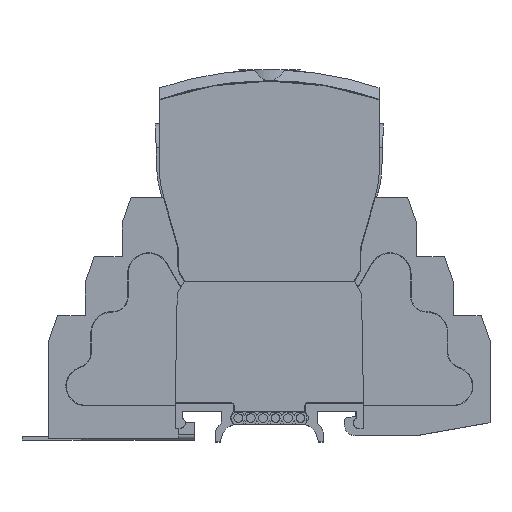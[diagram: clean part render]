
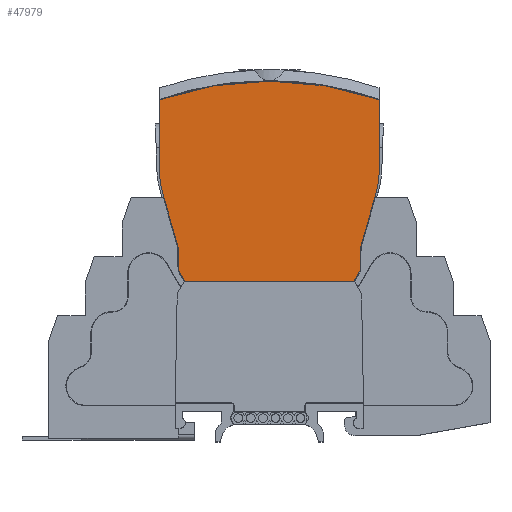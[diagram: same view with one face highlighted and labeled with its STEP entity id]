
A CAD part, top view. The second image highlights one B-rep face of the part: STEP entity #47979.
In plain terms, the highlighted planar face has unit normal (0, 0, 1).
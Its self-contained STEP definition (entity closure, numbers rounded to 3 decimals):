
#143 = VERTEX_POINT ( 'NONE', #19230 ) ;
#1619 = VERTEX_POINT ( 'NONE', #23436 ) ;
#2505 = ORIENTED_EDGE ( 'NONE', *, *, #17209, .T. ) ;
#2511 = VERTEX_POINT ( 'NONE', #40428 ) ;
#2801 = DIRECTION ( 'NONE',  ( 0., 0., 1. ) ) ;
#2827 = VERTEX_POINT ( 'NONE', #35405 ) ;
#3037 = CARTESIAN_POINT ( 'NONE',  ( 18.582, 6.965, 4.9 ) ) ;
#3887 = DIRECTION ( 'NONE',  ( 0., 0., 1. ) ) ;
#3903 = ORIENTED_EDGE ( 'NONE', *, *, #14760, .T. ) ;
#4066 = ORIENTED_EDGE ( 'NONE', *, *, #23824, .T. ) ;
#4563 = LINE ( 'NONE', #41652, #43337 ) ;
#5305 = LINE ( 'NONE', #42629, #38808 ) ;
#5374 = VERTEX_POINT ( 'NONE', #13536 ) ;
#5477 = CARTESIAN_POINT ( 'NONE',  ( 18.5, 2.252, 4.9 ) ) ;
#5592 = ORIENTED_EDGE ( 'NONE', *, *, #20617, .T. ) ;
#6201 = CARTESIAN_POINT ( 'NONE',  ( 0., -26.8, 4.9 ) ) ;
#6696 = AXIS2_PLACEMENT_3D ( 'NONE', #22351, #3887, #29842 ) ;
#7112 = VECTOR ( 'NONE', #20328, 1000. ) ;
#7237 = VERTEX_POINT ( 'NONE', #3037 ) ;
#7453 = CARTESIAN_POINT ( 'NONE',  ( 22.4, 22.5, 4.9 ) ) ;
#7682 = CARTESIAN_POINT ( 'NONE',  ( 6.6, 22.5, 4.9 ) ) ;
#7715 = ORIENTED_EDGE ( 'NONE', *, *, #25280, .T. ) ;
#8000 = DIRECTION ( 'NONE',  ( 0., -1., 0. ) ) ;
#8007 = ORIENTED_EDGE ( 'NONE', *, *, #28980, .T. ) ;
#8433 = DIRECTION ( 'NONE',  ( 0.5, -0.866, 0. ) ) ;
#8465 = LINE ( 'NONE', #23268, #8749 ) ;
#8749 = VECTOR ( 'NONE', #38053, 1000. ) ;
#11956 = CARTESIAN_POINT ( 'NONE',  ( 22.4, 37.087, 4.9 ) ) ;
#12244 = ORIENTED_EDGE ( 'NONE', *, *, #23741, .T. ) ;
#12857 = LINE ( 'NONE', #7453, #18816 ) ;
#12968 = VERTEX_POINT ( 'NONE', #29595 ) ;
#13536 = CARTESIAN_POINT ( 'NONE',  ( 22.4, 22.5, 4.9 ) ) ;
#14565 = VECTOR ( 'NONE', #23200, 1000. ) ;
#14760 = EDGE_CURVE ( 'NONE', #2511, #23113, #19816, .T. ) ;
#14983 = DIRECTION ( 'NONE',  ( 1., 0., 0. ) ) ;
#16397 = CARTESIAN_POINT ( 'NONE',  ( 17.2, 0., 4.9 ) ) ;
#17209 = EDGE_CURVE ( 'NONE', #46546, #18965, #27612, .T. ) ;
#17805 = AXIS2_PLACEMENT_3D ( 'NONE', #24202, #38992, #39944 ) ;
#18816 = VECTOR ( 'NONE', #36304, 1000. ) ;
#18965 = VERTEX_POINT ( 'NONE', #32789 ) ;
#19230 = CARTESIAN_POINT ( 'NONE',  ( -17.2, 0., 4.9 ) ) ;
#19332 = CARTESIAN_POINT ( 'NONE',  ( -18.5, 2.252, 4.9 ) ) ;
#19816 = LINE ( 'NONE', #19332, #34475 ) ;
#20049 = EDGE_CURVE ( 'NONE', #38949, #12968, #28709, .T. ) ;
#20328 = DIRECTION ( 'NONE',  ( 0.017, 1., 0. ) ) ;
#20617 = EDGE_CURVE ( 'NONE', #7237, #2827, #5305, .T. ) ;
#21015 = EDGE_CURVE ( 'NONE', #1619, #7237, #38716, .T. ) ;
#22351 = CARTESIAN_POINT ( 'NONE',  ( -6.6, 22.5, 4.9 ) ) ;
#23113 = VERTEX_POINT ( 'NONE', #44001 ) ;
#23200 = DIRECTION ( 'NONE',  ( 0.5, 0.866, 0. ) ) ;
#23268 = CARTESIAN_POINT ( 'NONE',  ( -17.2, 0., 4.9 ) ) ;
#23302 = ORIENTED_EDGE ( 'NONE', *, *, #23581, .T. ) ;
#23436 = CARTESIAN_POINT ( 'NONE',  ( 18.5, 2.252, 4.9 ) ) ;
#23581 = EDGE_CURVE ( 'NONE', #143, #27388, #8465, .T. ) ;
#23741 = EDGE_CURVE ( 'NONE', #5374, #38949, #12857, .T. ) ;
#23745 = PLANE ( 'NONE',  #17805 ) ;
#23824 = EDGE_CURVE ( 'NONE', #2827, #5374, #30460, .T. ) ;
#24202 = CARTESIAN_POINT ( 'NONE',  ( -6.6, 22.5, 4.9 ) ) ;
#25280 = EDGE_CURVE ( 'NONE', #12968, #46546, #26436, .T. ) ;
#26436 = LINE ( 'NONE', #33939, #35201 ) ;
#27368 = AXIS2_PLACEMENT_3D ( 'NONE', #7682, #29273, #14983 ) ;
#27382 = FACE_OUTER_BOUND ( 'NONE', #42499, .T. ) ;
#27388 = VERTEX_POINT ( 'NONE', #29619 ) ;
#27612 = CIRCLE ( 'NONE', #6696, 15.8 ) ;
#28709 = CIRCLE ( 'NONE', #31816, 67.7 ) ;
#28980 = EDGE_CURVE ( 'NONE', #23113, #143, #4563, .T. ) ;
#29273 = DIRECTION ( 'NONE',  ( 0., 0., 1. ) ) ;
#29595 = CARTESIAN_POINT ( 'NONE',  ( -22.4, 37.087, 4.9 ) ) ;
#29619 = CARTESIAN_POINT ( 'NONE',  ( 17.2, 0., 4.9 ) ) ;
#29842 = DIRECTION ( 'NONE',  ( -1., 0., 0. ) ) ;
#30460 = CIRCLE ( 'NONE', #27368, 15.8 ) ;
#31414 = LINE ( 'NONE', #16397, #14565 ) ;
#31507 = EDGE_CURVE ( 'NONE', #27388, #1619, #31414, .T. ) ;
#31816 = AXIS2_PLACEMENT_3D ( 'NONE', #6201, #2801, #32620 ) ;
#32402 = ORIENTED_EDGE ( 'NONE', *, *, #20049, .T. ) ;
#32620 = DIRECTION ( 'NONE',  ( -1., 0., 0. ) ) ;
#32708 = EDGE_CURVE ( 'NONE', #18965, #2511, #38405, .T. ) ;
#32789 = CARTESIAN_POINT ( 'NONE',  ( -21.788, 18.145, 4.9 ) ) ;
#33939 = CARTESIAN_POINT ( 'NONE',  ( -22.4, 22.5, 4.9 ) ) ;
#34475 = VECTOR ( 'NONE', #45463, 1000. ) ;
#35201 = VECTOR ( 'NONE', #8000, 1000. ) ;
#35224 = DIRECTION ( 'NONE',  ( 0.276, -0.961, 0. ) ) ;
#35405 = CARTESIAN_POINT ( 'NONE',  ( 21.788, 18.145, 4.9 ) ) ;
#36304 = DIRECTION ( 'NONE',  ( 0., 1., 0. ) ) ;
#36536 = ORIENTED_EDGE ( 'NONE', *, *, #32708, .T. ) ;
#36961 = ORIENTED_EDGE ( 'NONE', *, *, #21015, .T. ) ;
#38053 = DIRECTION ( 'NONE',  ( 1., 0., 0. ) ) ;
#38405 = LINE ( 'NONE', #38638, #41020 ) ;
#38638 = CARTESIAN_POINT ( 'NONE',  ( -18.582, 6.965, 4.9 ) ) ;
#38716 = LINE ( 'NONE', #5477, #7112 ) ;
#38808 = VECTOR ( 'NONE', #46535, 1000. ) ;
#38949 = VERTEX_POINT ( 'NONE', #11956 ) ;
#38992 = DIRECTION ( 'NONE',  ( 0., 0., -1. ) ) ;
#39944 = DIRECTION ( 'NONE',  ( -1., 0., 0. ) ) ;
#40428 = CARTESIAN_POINT ( 'NONE',  ( -18.582, 6.965, 4.9 ) ) ;
#41020 = VECTOR ( 'NONE', #35224, 1000. ) ;
#41652 = CARTESIAN_POINT ( 'NONE',  ( -17.2, 0., 4.9 ) ) ;
#42499 = EDGE_LOOP ( 'NONE', ( #8007, #23302, #45978, #36961, #5592, #4066, #12244, #32402, #7715, #2505, #36536, #3903 ) ) ;
#42629 = CARTESIAN_POINT ( 'NONE',  ( 18.582, 6.965, 4.9 ) ) ;
#43337 = VECTOR ( 'NONE', #8433, 1000. ) ;
#43445 = CARTESIAN_POINT ( 'NONE',  ( -22.4, 22.5, 4.9 ) ) ;
#44001 = CARTESIAN_POINT ( 'NONE',  ( -18.5, 2.252, 4.9 ) ) ;
#45463 = DIRECTION ( 'NONE',  ( 0.017, -1., 0. ) ) ;
#45978 = ORIENTED_EDGE ( 'NONE', *, *, #31507, .T. ) ;
#46535 = DIRECTION ( 'NONE',  ( 0.276, 0.961, 0. ) ) ;
#46546 = VERTEX_POINT ( 'NONE', #43445 ) ;
#47979 = ADVANCED_FACE ( 'NONE', ( #27382 ), #23745, .F. ) ;
